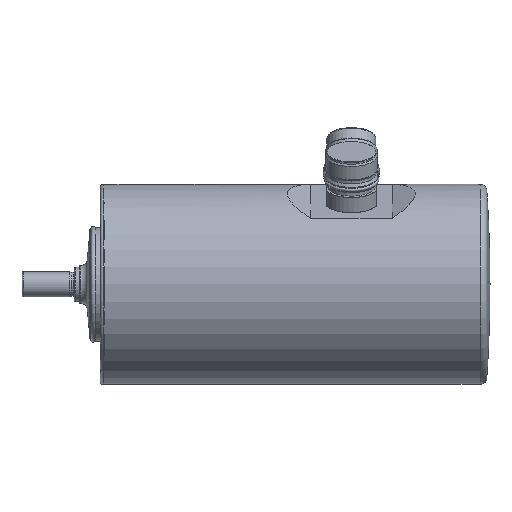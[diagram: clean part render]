
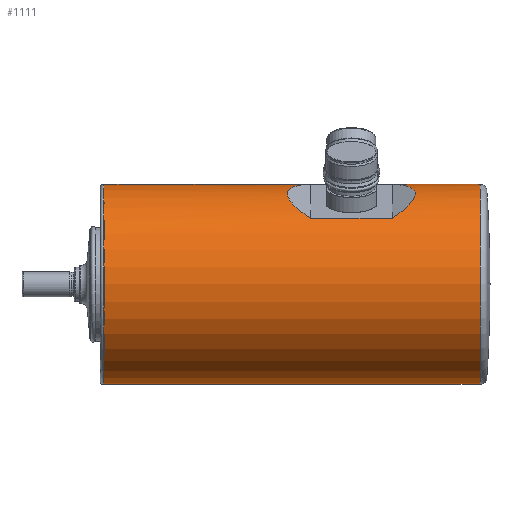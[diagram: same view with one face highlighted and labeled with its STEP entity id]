
A CAD part, front view. The second image highlights one B-rep face of the part: STEP entity #1111.
In plain terms, the highlighted cylindrical face has radius 44 mm (diameter 88 mm), a full revolution.
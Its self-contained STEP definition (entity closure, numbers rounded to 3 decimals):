
#639=ELLIPSE('',#2965,128.647,44.);
#640=ELLIPSE('',#2969,128.647,44.);
#641=ELLIPSE('',#2971,128.647,44.);
#642=ELLIPSE('',#2974,128.647,44.);
#721=LINE('',#4170,#832);
#722=LINE('',#4172,#833);
#725=LINE('',#4183,#836);
#726=LINE('',#4185,#837);
#832=VECTOR('',#3409,1.);
#833=VECTOR('',#3410,1.);
#836=VECTOR('',#3423,1.);
#837=VECTOR('',#3424,1.);
#1111=ADVANCED_FACE('',(#1314,#1315,#1316,#1317),#1234,.T.);
#1234=CYLINDRICAL_SURFACE('',#2985,44.);
#1314=FACE_BOUND('',#1572,.T.);
#1315=FACE_BOUND('',#1573,.T.);
#1316=FACE_BOUND('',#1574,.T.);
#1317=FACE_BOUND('',#1575,.T.);
#1572=EDGE_LOOP('',(#1979,#1980,#1981,#1982));
#1573=EDGE_LOOP('',(#1983,#1984,#1985,#1986));
#1574=EDGE_LOOP('',(#1987));
#1575=EDGE_LOOP('',(#1988));
#1979=ORIENTED_EDGE('',*,*,#2621,.F.);
#1980=ORIENTED_EDGE('',*,*,#2619,.F.);
#1981=ORIENTED_EDGE('',*,*,#2617,.F.);
#1982=ORIENTED_EDGE('',*,*,#2618,.F.);
#1983=ORIENTED_EDGE('',*,*,#2615,.F.);
#1984=ORIENTED_EDGE('',*,*,#2613,.F.);
#1985=ORIENTED_EDGE('',*,*,#2610,.F.);
#1986=ORIENTED_EDGE('',*,*,#2612,.F.);
#1987=ORIENTED_EDGE('',*,*,#2608,.T.);
#1988=ORIENTED_EDGE('',*,*,#2626,.T.);
#2371=VERTEX_POINT('',#4161);
#2372=VERTEX_POINT('',#4164);
#2373=VERTEX_POINT('',#4165);
#2375=VERTEX_POINT('',#4171);
#2376=VERTEX_POINT('',#4173);
#2377=VERTEX_POINT('',#4179);
#2378=VERTEX_POINT('',#4180);
#2379=VERTEX_POINT('',#4184);
#2380=VERTEX_POINT('',#4186);
#2385=VERTEX_POINT('',#4204);
#2608=EDGE_CURVE('',#2371,#2371,#2797,.T.);
#2610=EDGE_CURVE('',#2372,#2373,#639,.T.);
#2612=EDGE_CURVE('',#2375,#2372,#721,.T.);
#2613=EDGE_CURVE('',#2373,#2376,#722,.T.);
#2615=EDGE_CURVE('',#2376,#2375,#640,.T.);
#2617=EDGE_CURVE('',#2377,#2378,#641,.T.);
#2618=EDGE_CURVE('',#2379,#2377,#725,.T.);
#2619=EDGE_CURVE('',#2378,#2380,#726,.T.);
#2621=EDGE_CURVE('',#2380,#2379,#642,.T.);
#2626=EDGE_CURVE('',#2385,#2385,#2803,.T.);
#2797=CIRCLE('',#2963,44.);
#2803=CIRCLE('',#2984,44.);
#2963=AXIS2_PLACEMENT_3D('',#4160,#3398,#3399);
#2965=AXIS2_PLACEMENT_3D('',#4166,#3403,#3404);
#2969=AXIS2_PLACEMENT_3D('',#4176,#3414,#3415);
#2971=AXIS2_PLACEMENT_3D('',#4181,#3419,#3420);
#2974=AXIS2_PLACEMENT_3D('',#4189,#3428,#3429);
#2984=AXIS2_PLACEMENT_3D('',#4203,#3448,#3449);
#2985=AXIS2_PLACEMENT_3D('',#4205,#3450,#3451);
#3398=DIRECTION('',(0.,-1.,0.));
#3399=DIRECTION('',(0.,0.,1.));
#3403=DIRECTION('',(0.852,0.342,0.397));
#3404=DIRECTION('',(-0.31,0.94,-0.145));
#3409=DIRECTION('',(0.,-1.,0.));
#3410=DIRECTION('',(0.,1.,0.));
#3414=DIRECTION('',(0.852,-0.342,0.397));
#3415=DIRECTION('',(0.31,0.94,0.145));
#3419=DIRECTION('',(0.852,0.342,-0.397));
#3420=DIRECTION('',(-0.31,0.94,0.145));
#3423=DIRECTION('',(0.,-1.,0.));
#3424=DIRECTION('',(0.,1.,0.));
#3428=DIRECTION('',(0.852,-0.342,-0.397));
#3429=DIRECTION('',(0.31,0.94,-0.145));
#3448=DIRECTION('',(0.,1.,0.));
#3449=DIRECTION('',(0.,0.,1.));
#3450=DIRECTION('',(0.,1.,0.));
#3451=DIRECTION('',(0.,0.,1.));
#4160=CARTESIAN_POINT('',(0.,166.608,0.));
#4161=CARTESIAN_POINT('',(0.,166.608,44.));
#4164=CARTESIAN_POINT('',(29.06,92.,33.038));
#4165=CARTESIAN_POINT('',(43.988,92.,1.025));
#4166=CARTESIAN_POINT('',(0.,202.723,0.));
#4170=CARTESIAN_POINT('',(29.06,0.,33.038));
#4171=CARTESIAN_POINT('',(29.06,128.,33.038));
#4172=CARTESIAN_POINT('',(43.988,0.,1.025));
#4173=CARTESIAN_POINT('',(43.988,128.,1.025));
#4176=CARTESIAN_POINT('',(0.,17.277,0.));
#4179=CARTESIAN_POINT('',(43.988,92.,-1.025));
#4180=CARTESIAN_POINT('',(29.06,92.,-33.038));
#4181=CARTESIAN_POINT('',(0.,202.723,0.));
#4183=CARTESIAN_POINT('',(43.988,0.,-1.025));
#4184=CARTESIAN_POINT('',(43.988,128.,-1.025));
#4185=CARTESIAN_POINT('',(29.06,0.,-33.038));
#4186=CARTESIAN_POINT('',(29.06,128.,-33.038));
#4189=CARTESIAN_POINT('',(0.,17.277,0.));
#4203=CARTESIAN_POINT('',(0.,0.914,0.));
#4204=CARTESIAN_POINT('',(0.,0.914,44.));
#4205=CARTESIAN_POINT('',(0.,0.,0.));
